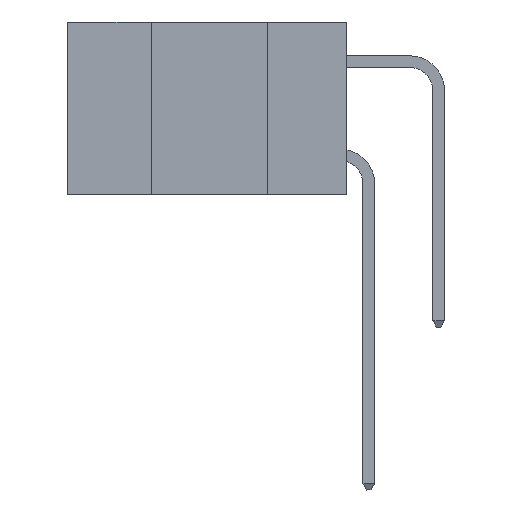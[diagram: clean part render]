
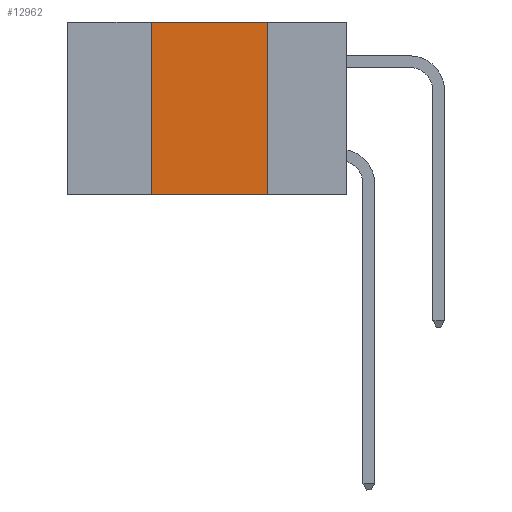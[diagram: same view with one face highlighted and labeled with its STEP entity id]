
A CAD part, left-side view. The second image highlights one B-rep face of the part: STEP entity #12962.
In plain terms, the highlighted planar face has unit normal (-1, 0, 0).
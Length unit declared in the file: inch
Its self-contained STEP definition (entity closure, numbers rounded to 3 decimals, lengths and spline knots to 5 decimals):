
#117 = CARTESIAN_POINT ( 'NONE',  ( 0., 0.17, -0.37 ) ) ;
#133 = DIRECTION ( 'NONE',  ( 1., 0., 0. ) ) ;
#1624 = EDGE_CURVE ( 'NONE', #22934, #15291, #13990, .T. ) ;
#4254 = EDGE_CURVE ( 'NONE', #22934, #4303, #7548, .T. ) ;
#4303 = VERTEX_POINT ( 'NONE', #117 ) ;
#4510 = EDGE_CURVE ( 'NONE', #15291, #19246, #10878, .T. ) ;
#4680 = CARTESIAN_POINT ( 'NONE',  ( 0., 0.17, 0. ) ) ;
#5110 = FACE_OUTER_BOUND ( 'NONE', #10345, .T. ) ;
#5111 = LINE ( 'NONE', #4680, #8810 ) ;
#5507 = ORIENTED_EDGE ( 'NONE', *, *, #4510, .F. ) ;
#6903 = ORIENTED_EDGE ( 'NONE', *, *, #4254, .T. ) ;
#7548 = LINE ( 'NONE', #10787, #11712 ) ;
#7628 = EDGE_CURVE ( 'NONE', #19246, #4303, #5111, .T. ) ;
#8040 = DIRECTION ( 'NONE',  ( 0., -1., 0. ) ) ;
#8810 = VECTOR ( 'NONE', #15457, 39.37008 ) ;
#10345 = EDGE_LOOP ( 'NONE', ( #18297, #5507, #18124, #6903 ) ) ;
#10787 = CARTESIAN_POINT ( 'NONE',  ( 0., 0.6, -0.37 ) ) ;
#10878 = LINE ( 'NONE', #16950, #15068 ) ;
#11712 = VECTOR ( 'NONE', #14372, 39.37008 ) ;
#11980 = CARTESIAN_POINT ( 'NONE',  ( 0., 0.42, 0. ) ) ;
#12851 = DIRECTION ( 'NONE',  ( 0., 0., -1. ) ) ;
#12962 = ADVANCED_FACE ( 'NONE', ( #5110 ), #20045, .F. ) ;
#13990 = LINE ( 'NONE', #11980, #18300 ) ;
#14372 = DIRECTION ( 'NONE',  ( 0., -1., 0. ) ) ;
#15068 = VECTOR ( 'NONE', #8040, 39.37008 ) ;
#15291 = VERTEX_POINT ( 'NONE', #22612 ) ;
#15457 = DIRECTION ( 'NONE',  ( 0., 0., -1. ) ) ;
#16950 = CARTESIAN_POINT ( 'NONE',  ( 0., 0.6, 0. ) ) ;
#18124 = ORIENTED_EDGE ( 'NONE', *, *, #1624, .F. ) ;
#18297 = ORIENTED_EDGE ( 'NONE', *, *, #7628, .F. ) ;
#18300 = VECTOR ( 'NONE', #21167, 39.37008 ) ;
#19246 = VERTEX_POINT ( 'NONE', #23090 ) ;
#20045 = PLANE ( 'NONE',  #23462 ) ;
#20123 = CARTESIAN_POINT ( 'NONE',  ( 0., 0.6, 0. ) ) ;
#21167 = DIRECTION ( 'NONE',  ( 0., 0., 1. ) ) ;
#22612 = CARTESIAN_POINT ( 'NONE',  ( 0., 0.42, 0. ) ) ;
#22934 = VERTEX_POINT ( 'NONE', #23053 ) ;
#23053 = CARTESIAN_POINT ( 'NONE',  ( 0., 0.42, -0.37 ) ) ;
#23090 = CARTESIAN_POINT ( 'NONE',  ( 0., 0.17, 0. ) ) ;
#23462 = AXIS2_PLACEMENT_3D ( 'NONE', #20123, #133, #12851 ) ;
